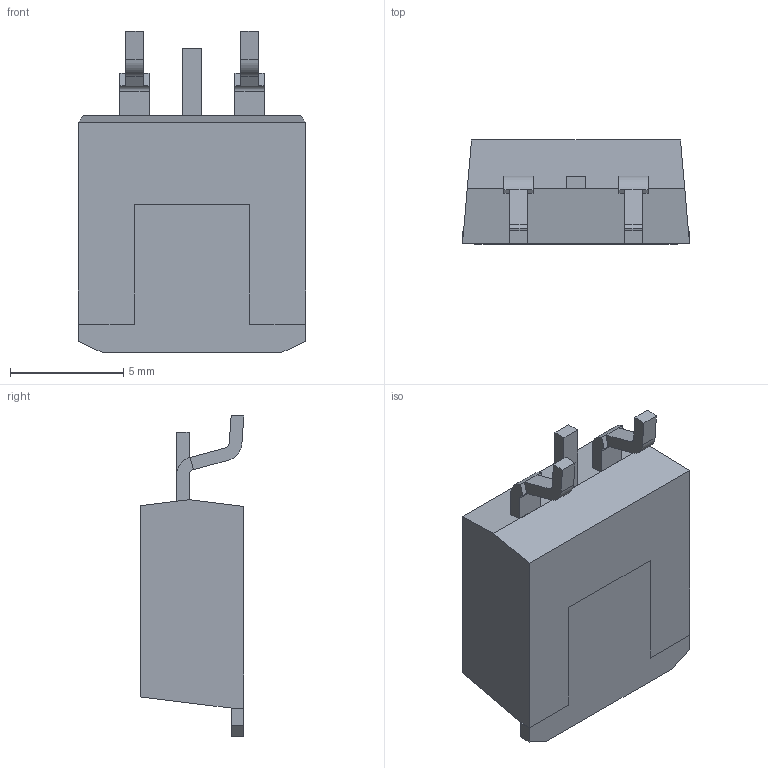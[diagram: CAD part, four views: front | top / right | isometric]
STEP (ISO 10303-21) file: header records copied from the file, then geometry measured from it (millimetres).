
FILE_DESCRIPTION (( 'STEP AP214' ), '1' );
FILE_NAME ('MC7805CD2TR4G.STEP', '2025-05-07T08:08:56', ( '' ), ( '' ), 'SwSTEP 2.0', 'SolidWorks 2024', '' );
FILE_SCHEMA (( 'AUTOMOTIVE_DESIGN' ));
Length unit declared in the file: inch
Products named in the file (6): MC7812A_2; MC7812A_4; MC7812A_1; MC7805CD2TR4G; MC7812A_3; MC7812A
Assembly tree (5 placements, depth 2):
  MC7805CD2TR4G
    MC7812A_3
    MC7812A_1
    MC7812A_2
    MC7812A_4
    MC7812A
Bounding box: 10.02 x 4.57 x 14.2 mm (x, y, z)
Volume: 402 mm3; surface area: 484.7 mm2
Topology: 5 solids, 5 shells, 70 faces, 167 edges, 108 vertices
Faces by surface type: plane 60, cylinder 10
Entity records: 2200 total; most frequent: CARTESIAN_POINT 353, DIRECTION 343, ORIENTED_EDGE 334, EDGE_CURVE 167, LINE 147, VECTOR 147, VERTEX_POINT 108, AXIS2_PLACEMENT_3D 98
